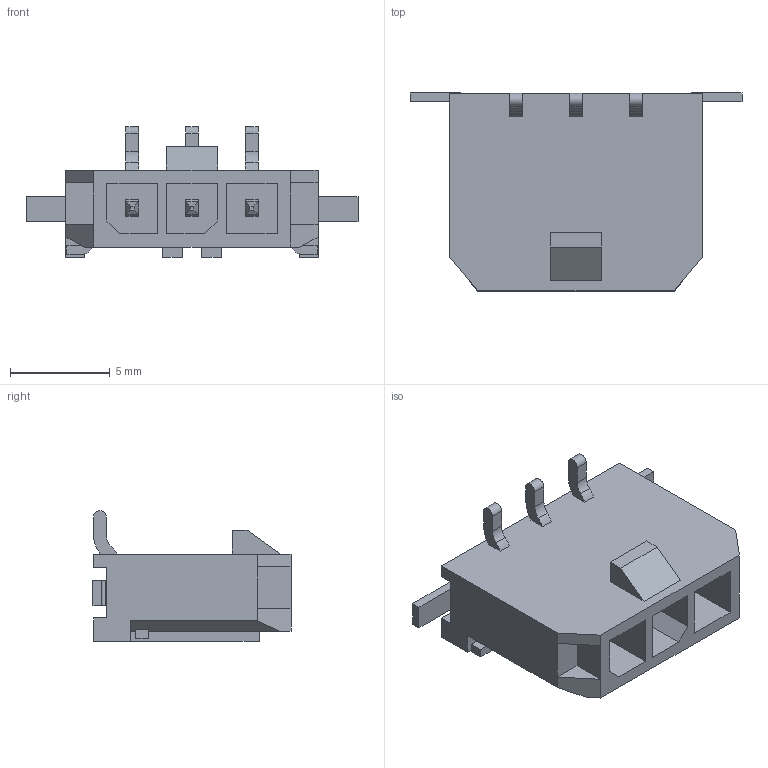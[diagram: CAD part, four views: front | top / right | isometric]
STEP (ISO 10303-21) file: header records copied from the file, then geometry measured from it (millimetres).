
FILE_DESCRIPTION(/* description */ (''),/* implementation_level */ '2;1');
FILE_NAME(/* name */ '436500324wbm000_02_214.stp',/* time_stamp */ '2024-04-18T14:44:50+05:00',/* author */ (''),/* organization */ (''),/* preprocessor_version */ 'ST-DEVELOPER v16.7',/* originating_system */ 'SIEMENS PLM Software NX 1919',/* authorisation */ '');
FILE_SCHEMA (('AUTOMOTIVE_DESIGN { 1 0 10303 214 3 1 1 1 }'));
Length unit declared in the file: millimetre
Products named in the file (1): 436500324wbm000_02
Bounding box: 16.65 x 9.93 x 6.55 mm (x, y, z)
Volume: 344.8 mm3; surface area: 726.7 mm2
Topology: 1 solids, 1 shells, 159 faces, 407 edges, 264 vertices
Faces by surface type: plane 127, cylinder 32
Entity records: 4773 total; most frequent: CARTESIAN_POINT 831, ORIENTED_EDGE 814, DIRECTION 791, EDGE_CURVE 407, LINE 343, VECTOR 343, VERTEX_POINT 264, AXIS2_PLACEMENT_3D 224
